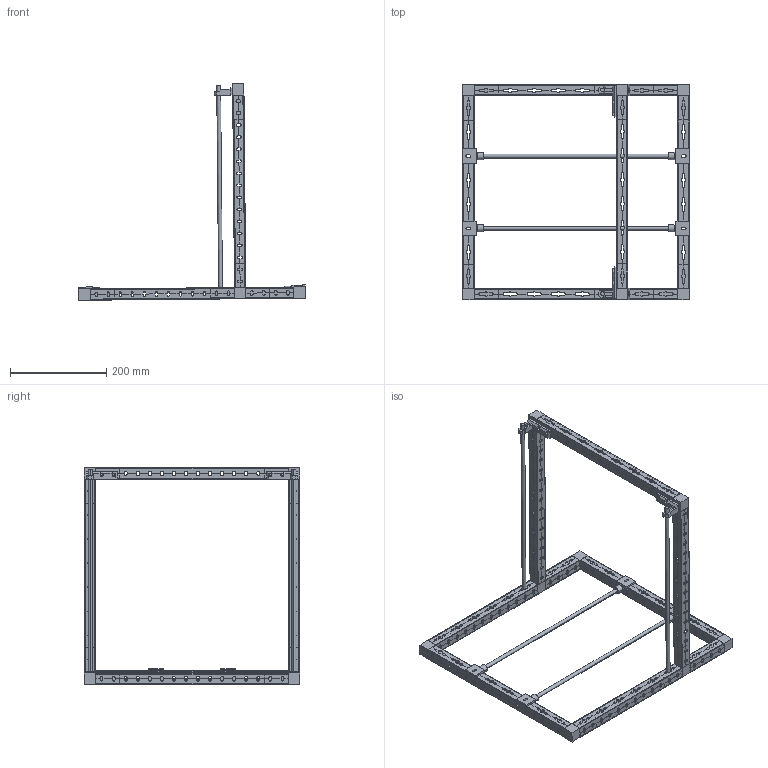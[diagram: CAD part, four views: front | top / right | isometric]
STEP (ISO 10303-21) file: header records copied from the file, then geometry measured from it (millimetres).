
FILE_DESCRIPTION(('CATIA V5 STEP Exchange'),'2;1');
FILE_NAME('printer.stp','2014-05-22T18:39:29+00:00',('none'),('none'),'CATIA Version 5 Release 18 GA (IN-10)','CATIA V5 STEP AP203','none');
FILE_SCHEMA(('CONFIG_CONTROL_DESIGN'));
Length unit declared in the file: millimetre
Products named in the file (1): printer
Assembly tree (27 placements, depth 2):
  printer
    #56  x3
    #10913  x2
    #21770  x6
    #22245  x2
    #22907  x2
    #26241  x2
    #34599  x4
    #35232  x2
    #35349
    #36624
    #37899  x2
Bounding box: 471.52 x 447 x 450.19 mm (x, y, z)
Volume: 972651.1 mm3; surface area: 619471.2 mm2
Topology: 27 solids, 27 shells, 2344 faces, 8804 edges, 5858 vertices
Faces by surface type: plane 1320, cylinder 1016, torus 8
Entity records: 37969 total; most frequent: ORIENTED_EDGE 7660, CARTESIAN_POINT 6938, DIRECTION 4902, EDGE_CURVE 3830, VECTOR 2732, LINE 2732, VERTEX_POINT 2546, AXIS2_PLACEMENT_3D 1630
